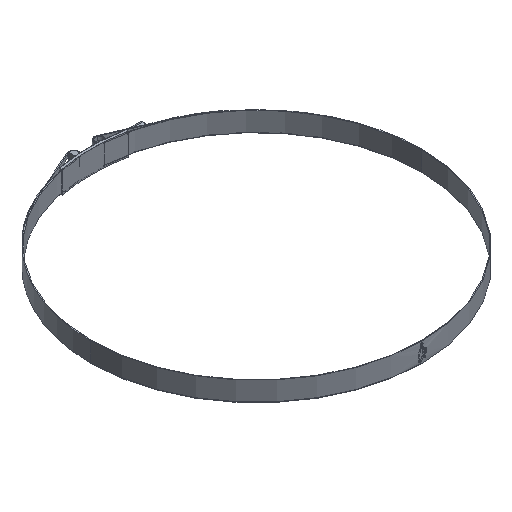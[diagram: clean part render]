
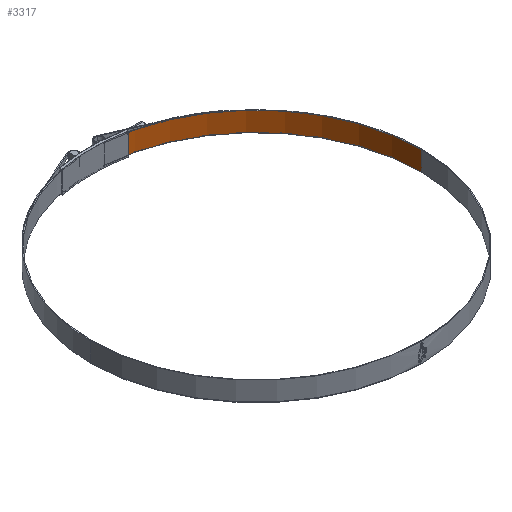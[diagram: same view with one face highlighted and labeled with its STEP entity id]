
A CAD part, isometric view. The second image highlights one B-rep face of the part: STEP entity #3317.
In plain terms, the highlighted cylindrical face has radius 162 mm (diameter 324 mm), a partial arc.
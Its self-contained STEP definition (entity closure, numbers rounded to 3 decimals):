
#312 = CARTESIAN_POINT ( 'NONE',  ( 0., 0., 9.525 ) ) ;
#882 = EDGE_CURVE ( 'NONE', #6608, #6683, #1141, .T. ) ;
#1141 = CIRCLE ( 'NONE', #8089, 162. ) ;
#1149 = CARTESIAN_POINT ( 'NONE',  ( 162., 0., 9.525 ) ) ;
#1473 = CYLINDRICAL_SURFACE ( 'NONE', #13697, 162. ) ;
#2658 = CARTESIAN_POINT ( 'NONE',  ( 12.126, 161.546, -9.525 ) ) ;
#3317 = ADVANCED_FACE ( 'NONE', ( #11392 ), #1473, .F. ) ;
#3420 = DIRECTION ( 'NONE',  ( 0., 0., -1. ) ) ;
#3659 = ORIENTED_EDGE ( 'NONE', *, *, #882, .F. ) ;
#3798 = CARTESIAN_POINT ( 'NONE',  ( 162., 0., -9.525 ) ) ;
#4042 = CARTESIAN_POINT ( 'NONE',  ( 162., 0., 9.525 ) ) ;
#4076 = DIRECTION ( 'NONE',  ( 0., 0., -1. ) ) ;
#4325 = EDGE_CURVE ( 'NONE', #6608, #7038, #4511, .T. ) ;
#4480 = DIRECTION ( 'NONE',  ( 0., 0., -1. ) ) ;
#4511 = LINE ( 'NONE', #14305, #11896 ) ;
#4913 = DIRECTION ( 'NONE',  ( 0., 0., -1. ) ) ;
#5028 = EDGE_CURVE ( 'NONE', #7038, #9517, #13518, .T. ) ;
#5942 = ORIENTED_EDGE ( 'NONE', *, *, #5028, .T. ) ;
#5966 = CARTESIAN_POINT ( 'NONE',  ( 0., 0., 9.525 ) ) ;
#6608 = VERTEX_POINT ( 'NONE', #7018 ) ;
#6674 = ORIENTED_EDGE ( 'NONE', *, *, #4325, .T. ) ;
#6683 = VERTEX_POINT ( 'NONE', #4042 ) ;
#6727 = EDGE_LOOP ( 'NONE', ( #7248, #3659, #6674, #5942 ) ) ;
#7018 = CARTESIAN_POINT ( 'NONE',  ( 12.126, 161.546, 9.525 ) ) ;
#7038 = VERTEX_POINT ( 'NONE', #2658 ) ;
#7103 = DIRECTION ( 'NONE',  ( -1., 0., 0. ) ) ;
#7247 = AXIS2_PLACEMENT_3D ( 'NONE', #11788, #4913, #7293 ) ;
#7248 = ORIENTED_EDGE ( 'NONE', *, *, #10435, .F. ) ;
#7293 = DIRECTION ( 'NONE',  ( -1., 0., 0. ) ) ;
#8089 = AXIS2_PLACEMENT_3D ( 'NONE', #5966, #4076, #8492 ) ;
#8492 = DIRECTION ( 'NONE',  ( -1., 0., 0. ) ) ;
#8571 = VECTOR ( 'NONE', #4480, 1000. ) ;
#9517 = VERTEX_POINT ( 'NONE', #3798 ) ;
#10435 = EDGE_CURVE ( 'NONE', #6683, #9517, #11067, .T. ) ;
#11067 = LINE ( 'NONE', #1149, #8571 ) ;
#11392 = FACE_OUTER_BOUND ( 'NONE', #6727, .T. ) ;
#11461 = DIRECTION ( 'NONE',  ( 0., 0., -1. ) ) ;
#11788 = CARTESIAN_POINT ( 'NONE',  ( 0., 0., -9.525 ) ) ;
#11896 = VECTOR ( 'NONE', #3420, 1000. ) ;
#13518 = CIRCLE ( 'NONE', #7247, 162. ) ;
#13697 = AXIS2_PLACEMENT_3D ( 'NONE', #312, #11461, #7103 ) ;
#14305 = CARTESIAN_POINT ( 'NONE',  ( 12.126, 161.546, 9.525 ) ) ;
